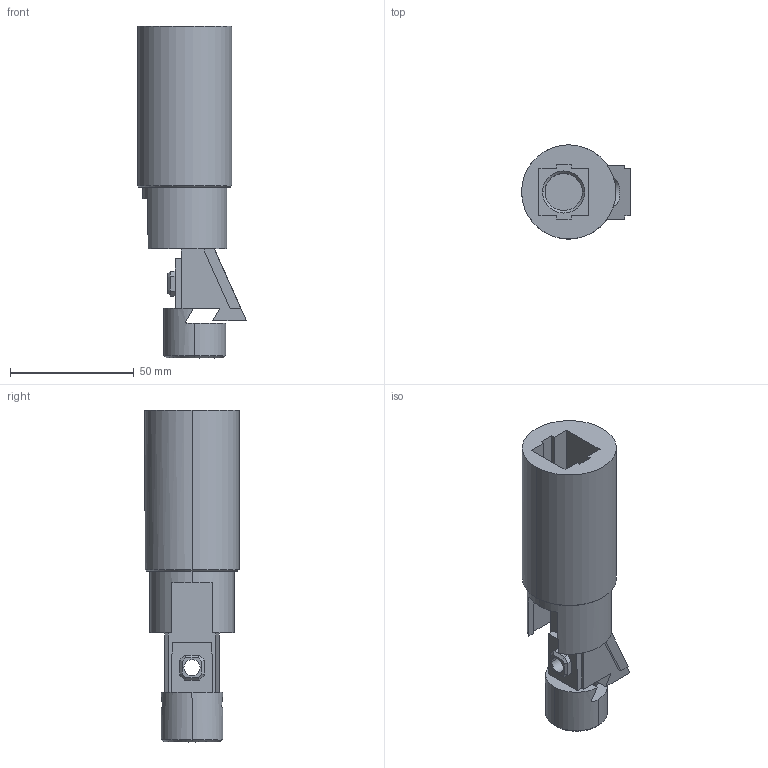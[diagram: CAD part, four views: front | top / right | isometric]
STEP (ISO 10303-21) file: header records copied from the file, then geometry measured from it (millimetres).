
FILE_DESCRIPTION(('CATIA V5 STEP Exchange'),'2;1');
FILE_NAME('SCR02_3D-02.stp','2025-09-15T01:25:12+00:00',('none'),('none'),'CATIA Version 5 Release 20 GA (IN-10)','CATIA V5 STEP AP214','none');
FILE_SCHEMA(('AUTOMOTIVE_DESIGN { 1 0 10303 214 1 1 1 1 }'));
Length unit declared in the file: millimetre
Products named in the file (1): SCR02_02
Bounding box: 43.92 x 38 x 134 mm (x, y, z)
Volume: 90057 mm3; surface area: 23678.1 mm2
Topology: 2 solids, 2 shells, 94 faces, 236 edges, 153 vertices
Faces by surface type: plane 65, cylinder 20, cone 9
Entity records: 2833 total; most frequent: CARTESIAN_POINT 618, ORIENTED_EDGE 472, DIRECTION 388, EDGE_CURVE 236, VECTOR 175, LINE 175, VERTEX_POINT 153, AXIS2_PLACEMENT_3D 131
